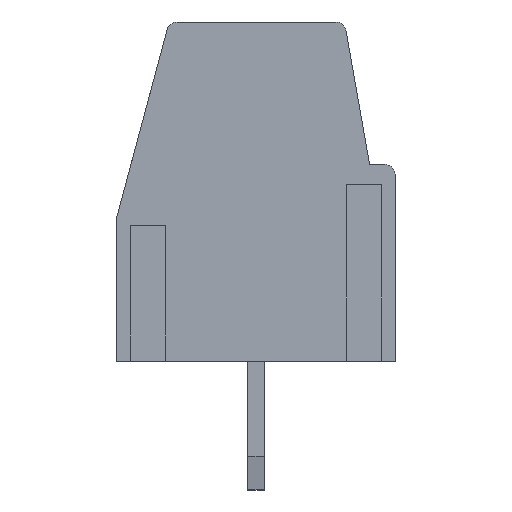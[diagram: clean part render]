
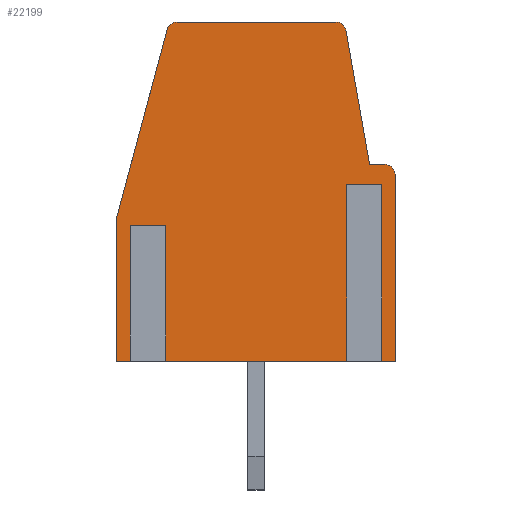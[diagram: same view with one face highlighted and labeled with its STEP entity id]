
A CAD part, left-side view. The second image highlights one B-rep face of the part: STEP entity #22199.
In plain terms, the highlighted planar face has unit normal (-1, 0, 0).
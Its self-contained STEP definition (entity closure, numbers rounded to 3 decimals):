
#19731 = VERTEX_POINT('',#19732);
#19732 = CARTESIAN_POINT('',(-48.259,2.626,9.792));
#19738 = EDGE_CURVE('',#19731,#19739,#19741,.T.);
#19739 = VERTEX_POINT('',#19740);
#19740 = CARTESIAN_POINT('',(-48.259,2.336,10.014));
#19741 = CIRCLE('',#19742,0.3);
#19742 = AXIS2_PLACEMENT_3D('',#19743,#19744,#19745);
#19743 = CARTESIAN_POINT('',(-48.259,2.336,9.714));
#19744 = DIRECTION('',(1.,0.,0.));
#19745 = DIRECTION('',(0.,1.,0.));
#19946 = VERTEX_POINT('',#19947);
#19947 = CARTESIAN_POINT('',(-48.259,-4.093,0.014));
#19953 = EDGE_CURVE('',#19946,#19954,#19956,.T.);
#19954 = VERTEX_POINT('',#19955);
#19955 = CARTESIAN_POINT('',(-48.259,-3.481,0.014));
#19956 = LINE('',#19957,#19958);
#19957 = CARTESIAN_POINT('',(-48.259,-4.093,0.014));
#19958 = VECTOR('',#19959,1.);
#19959 = DIRECTION('',(0.,1.,0.));
#19978 = VERTEX_POINT('',#19979);
#19979 = CARTESIAN_POINT('',(-48.259,-2.881,0.014));
#19985 = EDGE_CURVE('',#19978,#19986,#19988,.T.);
#19986 = VERTEX_POINT('',#19987);
#19987 = CARTESIAN_POINT('',(-48.259,2.894,0.014));
#19988 = LINE('',#19989,#19990);
#19989 = CARTESIAN_POINT('',(-48.259,-4.093,0.014));
#19990 = VECTOR('',#19991,1.);
#19991 = DIRECTION('',(0.,1.,0.));
#20010 = VERTEX_POINT('',#20011);
#20011 = CARTESIAN_POINT('',(-48.259,3.494,0.014));
#20017 = EDGE_CURVE('',#20010,#20018,#20020,.T.);
#20018 = VERTEX_POINT('',#20019);
#20019 = CARTESIAN_POINT('',(-48.259,4.107,0.014));
#20020 = LINE('',#20021,#20022);
#20021 = CARTESIAN_POINT('',(-48.259,-4.093,0.014));
#20022 = VECTOR('',#20023,1.);
#20023 = DIRECTION('',(0.,1.,0.));
#20814 = EDGE_CURVE('',#20018,#20815,#20817,.T.);
#20815 = VERTEX_POINT('',#20816);
#20816 = CARTESIAN_POINT('',(-48.259,4.107,4.264));
#20817 = LINE('',#20818,#20819);
#20818 = CARTESIAN_POINT('',(-48.259,4.107,0.014));
#20819 = VECTOR('',#20820,1.);
#20820 = DIRECTION('',(0.,0.,1.));
#20837 = EDGE_CURVE('',#20815,#19731,#20838,.T.);
#20838 = LINE('',#20839,#20840);
#20839 = CARTESIAN_POINT('',(-48.259,4.107,4.264));
#20840 = VECTOR('',#20841,1.);
#20841 = DIRECTION('',(0.,-0.259,0.966));
#22004 = EDGE_CURVE('',#22005,#19946,#22007,.T.);
#22005 = VERTEX_POINT('',#22006);
#22006 = CARTESIAN_POINT('',(-48.259,-4.093,5.514));
#22007 = LINE('',#22008,#22009);
#22008 = CARTESIAN_POINT('',(-48.259,-4.093,5.814));
#22009 = VECTOR('',#22010,1.);
#22010 = DIRECTION('',(0.,0.,-1.));
#22028 = EDGE_CURVE('',#22029,#22005,#22031,.T.);
#22029 = VERTEX_POINT('',#22030);
#22030 = CARTESIAN_POINT('',(-48.259,-3.793,5.814));
#22031 = CIRCLE('',#22032,0.3);
#22032 = AXIS2_PLACEMENT_3D('',#22033,#22034,#22035);
#22033 = CARTESIAN_POINT('',(-48.259,-3.793,5.514));
#22034 = DIRECTION('',(1.,0.,0.));
#22035 = DIRECTION('',(0.,1.,0.));
#22053 = EDGE_CURVE('',#22054,#22029,#22056,.T.);
#22054 = VERTEX_POINT('',#22055);
#22055 = CARTESIAN_POINT('',(-48.259,-3.343,5.814));
#22056 = LINE('',#22057,#22058);
#22057 = CARTESIAN_POINT('',(-48.259,-3.343,5.814));
#22058 = VECTOR('',#22059,1.);
#22059 = DIRECTION('',(0.,-1.,0.));
#22077 = EDGE_CURVE('',#22078,#22054,#22080,.T.);
#22078 = VERTEX_POINT('',#22079);
#22079 = CARTESIAN_POINT('',(-48.259,-2.646,9.766));
#22080 = LINE('',#22081,#22082);
#22081 = CARTESIAN_POINT('',(-48.259,-2.646,9.766));
#22082 = VECTOR('',#22083,1.);
#22083 = DIRECTION('',(0.,-0.174,-0.985));
#22101 = EDGE_CURVE('',#22102,#22078,#22104,.T.);
#22102 = VERTEX_POINT('',#22103);
#22103 = CARTESIAN_POINT('',(-48.259,-2.351,10.014));
#22104 = CIRCLE('',#22105,0.3);
#22105 = AXIS2_PLACEMENT_3D('',#22106,#22107,#22108);
#22106 = CARTESIAN_POINT('',(-48.259,-2.351,9.714));
#22107 = DIRECTION('',(1.,0.,0.));
#22108 = DIRECTION('',(0.,1.,0.));
#22186 = EDGE_CURVE('',#19739,#22102,#22187,.T.);
#22187 = LINE('',#22188,#22189);
#22188 = CARTESIAN_POINT('',(-48.259,-4.093,10.014));
#22189 = VECTOR('',#22190,1.);
#22190 = DIRECTION('',(0.,-1.,0.));
#22199 = ADVANCED_FACE('',(#22200),#22258,.F.);
#22200 = FACE_BOUND('',#22201,.T.);
#22201 = EDGE_LOOP('',(#22202,#22210,#22218,#22224,#22225,#22226,#22227,
    #22228,#22229,#22230,#22231,#22232,#22233,#22234,#22235,#22243,
    #22251,#22257));
#22202 = ORIENTED_EDGE('',*,*,#22203,.F.);
#22203 = EDGE_CURVE('',#22204,#19978,#22206,.T.);
#22204 = VERTEX_POINT('',#22205);
#22205 = CARTESIAN_POINT('',(-48.259,-2.881,5.214));
#22206 = LINE('',#22207,#22208);
#22207 = CARTESIAN_POINT('',(-48.259,-2.881,5.814));
#22208 = VECTOR('',#22209,1.);
#22209 = DIRECTION('',(0.,0.,-1.));
#22210 = ORIENTED_EDGE('',*,*,#22211,.F.);
#22211 = EDGE_CURVE('',#22212,#22204,#22214,.T.);
#22212 = VERTEX_POINT('',#22213);
#22213 = CARTESIAN_POINT('',(-48.259,-3.481,5.214));
#22214 = LINE('',#22215,#22216);
#22215 = CARTESIAN_POINT('',(-48.259,-4.093,5.214));
#22216 = VECTOR('',#22217,1.);
#22217 = DIRECTION('',(0.,1.,0.));
#22218 = ORIENTED_EDGE('',*,*,#22219,.F.);
#22219 = EDGE_CURVE('',#19954,#22212,#22220,.T.);
#22220 = LINE('',#22221,#22222);
#22221 = CARTESIAN_POINT('',(-48.259,-3.481,5.814));
#22222 = VECTOR('',#22223,1.);
#22223 = DIRECTION('',(0.,0.,1.));
#22224 = ORIENTED_EDGE('',*,*,#19953,.F.);
#22225 = ORIENTED_EDGE('',*,*,#22004,.F.);
#22226 = ORIENTED_EDGE('',*,*,#22028,.F.);
#22227 = ORIENTED_EDGE('',*,*,#22053,.F.);
#22228 = ORIENTED_EDGE('',*,*,#22077,.F.);
#22229 = ORIENTED_EDGE('',*,*,#22101,.F.);
#22230 = ORIENTED_EDGE('',*,*,#22186,.F.);
#22231 = ORIENTED_EDGE('',*,*,#19738,.F.);
#22232 = ORIENTED_EDGE('',*,*,#20837,.F.);
#22233 = ORIENTED_EDGE('',*,*,#20814,.F.);
#22234 = ORIENTED_EDGE('',*,*,#20017,.F.);
#22235 = ORIENTED_EDGE('',*,*,#22236,.F.);
#22236 = EDGE_CURVE('',#22237,#20010,#22239,.T.);
#22237 = VERTEX_POINT('',#22238);
#22238 = CARTESIAN_POINT('',(-48.259,3.494,4.014));
#22239 = LINE('',#22240,#22241);
#22240 = CARTESIAN_POINT('',(-48.259,3.494,5.814));
#22241 = VECTOR('',#22242,1.);
#22242 = DIRECTION('',(0.,0.,-1.));
#22243 = ORIENTED_EDGE('',*,*,#22244,.F.);
#22244 = EDGE_CURVE('',#22245,#22237,#22247,.T.);
#22245 = VERTEX_POINT('',#22246);
#22246 = CARTESIAN_POINT('',(-48.259,2.894,4.014));
#22247 = LINE('',#22248,#22249);
#22248 = CARTESIAN_POINT('',(-48.259,-4.093,4.014));
#22249 = VECTOR('',#22250,1.);
#22250 = DIRECTION('',(0.,1.,0.));
#22251 = ORIENTED_EDGE('',*,*,#22252,.F.);
#22252 = EDGE_CURVE('',#19986,#22245,#22253,.T.);
#22253 = LINE('',#22254,#22255);
#22254 = CARTESIAN_POINT('',(-48.259,2.894,5.814));
#22255 = VECTOR('',#22256,1.);
#22256 = DIRECTION('',(0.,0.,1.));
#22257 = ORIENTED_EDGE('',*,*,#19985,.F.);
#22258 = PLANE('',#22259);
#22259 = AXIS2_PLACEMENT_3D('',#22260,#22261,#22262);
#22260 = CARTESIAN_POINT('',(-48.259,-4.093,5.814));
#22261 = DIRECTION('',(1.,0.,0.));
#22262 = DIRECTION('',(0.,1.,0.));
